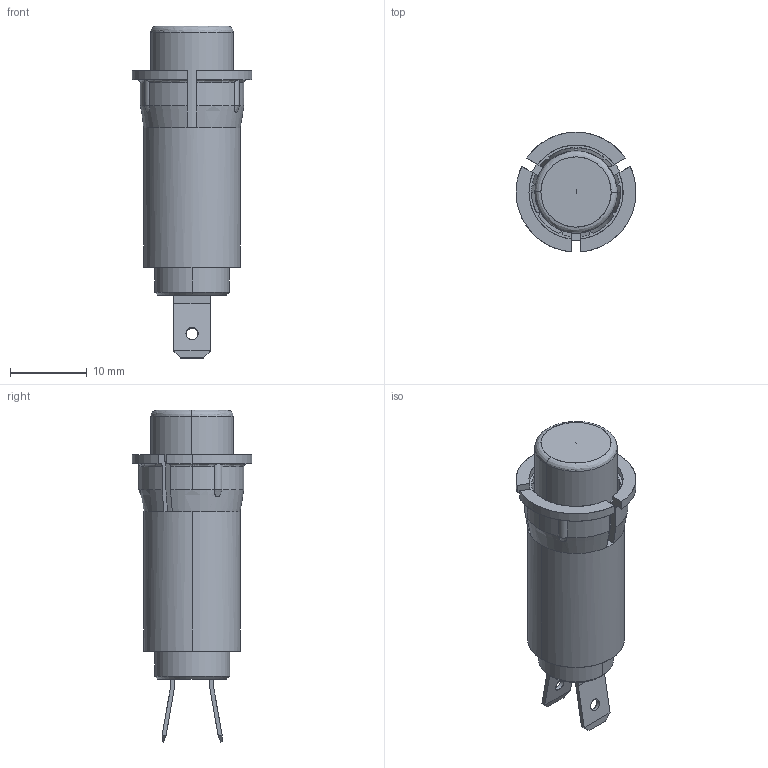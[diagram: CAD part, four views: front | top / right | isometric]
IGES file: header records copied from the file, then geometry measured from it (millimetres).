
Start section: SolidWorks IGES file using analytic representation for surfaces
Global section: file name: 32_21T.IGS; native system: SolidWorks 2018; preprocessor: SolidWorks 2018; author: chwang; date: 190513.163538; units: foot
Bounding box: 15.61 x 15.6 x 43.23 mm (x, y, z)
Surface area: 4058.3 mm2 (no closed solid volume)
Topology: 0 solids, 0 shells, 377 faces, 3715 edges, 3713 vertices
Faces by surface type: revolution 194, bspline 183
